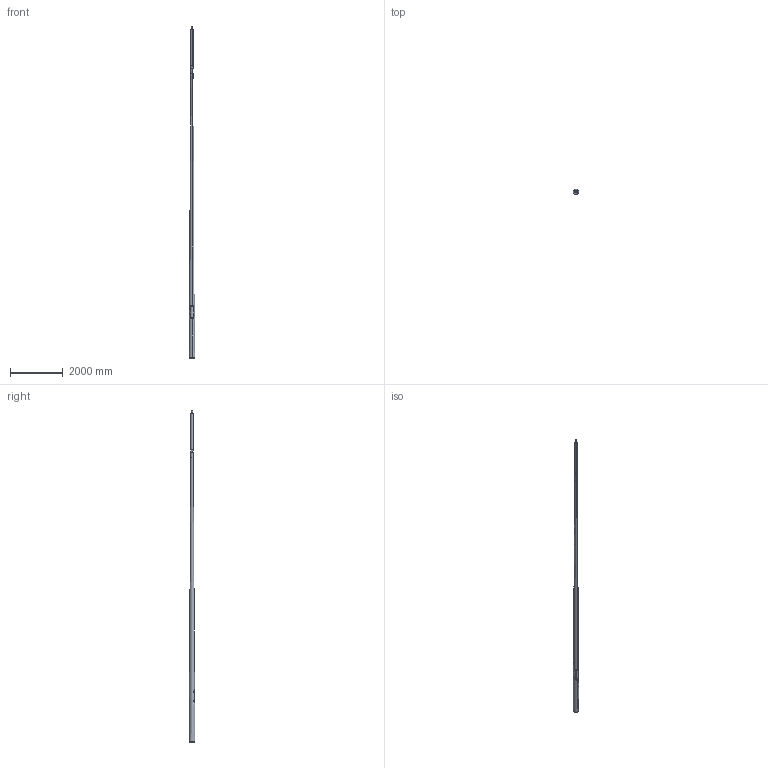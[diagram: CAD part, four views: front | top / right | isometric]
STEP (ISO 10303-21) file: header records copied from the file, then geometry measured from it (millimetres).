
FILE_DESCRIPTION (( 'STEP AP214' ), '1' );
FILE_NAME ('100540KGXS S200C212K 4607833 S-VARTINEN KARTIOPYLVÄS_3D.step', '2022-05-29T18:55:23', ( '' ), ( '' ), 'SwSTEP 2.0', 'SolidWorks 2021', '' );
FILE_SCHEMA (( 'AUTOMOTIVE_DESIGN' ));
Length unit declared in the file: millimetre
Products named in the file (11): PIDÄTINRUUVI DIN 914 - M10_DIN 914 - M10 x 16-N; KARTIOAIHIO_89-222-3-11100; PIDÄTINRUUVI DIN 914 - M10_DIN 914 - M10 x 20-N; socket head cap screw_din_DIN 912 M6 x 16 --- 16N; KYTKENTÄAUKON LUUKKU_89-222-3-11100; VARREN NEOPREN-TIIVISTE_D76X4; KARTIORUNKO_C212K; S-KARTIOVARSI_S200CK; LATTA 5X16X460 KYTKENTÄAUKON VAHVIKE_C 1; 100540KGXS S200C212K 4607833 S-VARTINEN KARTIOPYLVÄS_3D; KYTKENTÄAUKON LATTARAUTA_LATTA 4X20X150
Assembly tree (19 placements, depth 3):
  100540KGXS S200C212K 4607833 S-VARTINEN KARTIOPYLVÄS_3D
    KARTIORUNKO_C212K
      KARTIOAIHIO_89-222-3-11100
      socket head cap screw_din_DIN 912 M6 x 16 --- 16N  x4
      LATTA 5X16X460 KYTKENTÄAUKON VAHVIKE_C 1  x2
      KYTKENTÄAUKON LATTARAUTA_LATTA 4X20X150  x2
      KYTKENTÄAUKON LUUKKU_89-222-3-11100
      PIDÄTINRUUVI DIN 914 - M10_DIN 914 - M10 x 16-N  x5
      PIDÄTINRUUVI DIN 914 - M10_DIN 914 - M10 x 20-N
    S-KARTIOVARSI_S200CK
    VARREN NEOPREN-TIIVISTE_D76X4
Bounding box: 222 x 222 x 12600 mm (x, y, z)
Volume: 17478910 mm3; surface area: 11655261.8 mm2
Topology: 19 solids, 19 shells, 347 faces, 819 edges, 502 vertices
Faces by surface type: plane 156, cylinder 88, cone 59, torus 32, bspline 12
Entity records: 8951 total; most frequent: CARTESIAN_POINT 3701, ORIENTED_EDGE 970, DIRECTION 918, EDGE_CURVE 485, AXIS2_PLACEMENT_3D 354, VERTEX_POINT 303, EDGE_LOOP 214, VECTOR 210
